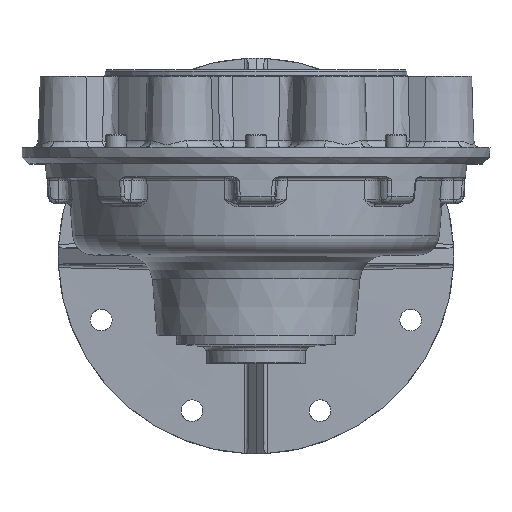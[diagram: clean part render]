
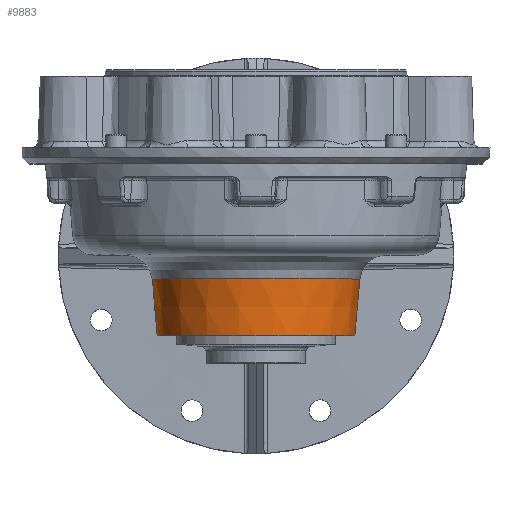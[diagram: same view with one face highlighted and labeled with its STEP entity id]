
A CAD part, top view. The second image highlights one B-rep face of the part: STEP entity #9883.
In plain terms, the highlighted conical face has half-angle 5 degrees and reference radius 80.363 mm.
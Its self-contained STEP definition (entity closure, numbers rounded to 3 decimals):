
#425=CONICAL_SURFACE('',#14632,80.363,0.087);
#745=B_SPLINE_CURVE_WITH_KNOTS('',3,(#30867,#30868,#30869,#30870,#30871,
#30872,#30873,#30874,#30875,#30876,#30877,#30878,#30879,#30880,#30881,#30882,
#30883,#30884,#30885,#30886,#30887),.UNSPECIFIED.,.F.,.F.,(4,1,1,1,1,1,
1,1,1,1,1,1,1,1,1,1,1,1,4),(0.,0.125,0.188,0.25,0.313,0.375,0.438,0.469,
0.5,0.531,0.563,0.625,0.688,0.719,0.75,0.781,0.813,0.875,1.),
 .UNSPECIFIED.);
#752=B_SPLINE_CURVE_WITH_KNOTS('',3,(#31292,#31293,#31294,#31295,#31296,
#31297,#31298,#31299,#31300,#31301,#31302,#31303,#31304,#31305,#31306,#31307,
#31308,#31309,#31310),.UNSPECIFIED.,.F.,.F.,(4,1,1,1,1,1,1,1,1,1,1,1,1,
1,1,1,4),(0.,0.063,0.125,0.188,0.25,0.313,0.375,0.438,0.5,0.563,0.625,
0.688,0.75,0.813,0.875,0.938,1.),.UNSPECIFIED.);
#756=B_SPLINE_CURVE_WITH_KNOTS('',3,(#31465,#31466,#31467,#31468,#31469,
#31470,#31471,#31472,#31473,#31474,#31475,#31476,#31477,#31478,#31479,#31480,
#31481,#31482,#31483,#31484,#31485),.UNSPECIFIED.,.F.,.F.,(4,1,1,1,1,1,
1,1,1,1,1,1,1,1,1,1,1,1,4),(0.,0.125,0.188,0.219,0.25,0.281,0.313,
0.375,0.438,0.469,0.5,0.531,0.563,0.625,0.688,0.75,0.813,0.875,
1.),.UNSPECIFIED.);
#4593=ORIENTED_EDGE('',*,*,#5962,.T.);
#4594=ORIENTED_EDGE('',*,*,#5967,.T.);
#4595=ORIENTED_EDGE('',*,*,#5950,.T.);
#4596=ORIENTED_EDGE('',*,*,#5954,.T.);
#5950=EDGE_CURVE('',#7011,#7012,#7637,.T.);
#5954=EDGE_CURVE('',#7012,#7015,#745,.T.);
#5962=EDGE_CURVE('',#7015,#7019,#752,.T.);
#5967=EDGE_CURVE('',#7019,#7011,#756,.T.);
#7011=VERTEX_POINT('',#30721);
#7012=VERTEX_POINT('',#30722);
#7015=VERTEX_POINT('',#30866);
#7019=VERTEX_POINT('',#31291);
#7637=CIRCLE('',#14536,75.);
#8416=EDGE_LOOP('',(#4593,#4594,#4595,#4596));
#9175=FACE_BOUND('',#8416,.T.);
#9883=ADVANCED_FACE('',(#9175),#425,.T.);
#14536=AXIS2_PLACEMENT_3D('',#30720,#17109,#17110);
#14632=AXIS2_PLACEMENT_3D('',#32354,#17343,#17344);
#17109=DIRECTION('',(0.,1.,0.));
#17110=DIRECTION('',(1.,0.,0.));
#17343=DIRECTION('',(0.,1.,0.));
#17344=DIRECTION('',(-1.,0.,0.));
#30720=CARTESIAN_POINT('',(0.,-61.,0.675));
#30721=CARTESIAN_POINT('',(-40.476,-61.,-62.466));
#30722=CARTESIAN_POINT('',(40.476,-61.,-62.466));
#30866=CARTESIAN_POINT('',(62.706,-17.957,-46.99));
#30867=CARTESIAN_POINT('',(40.476,-61.,-62.466));
#30868=CARTESIAN_POINT('',(41.868,-59.575,-61.721));
#30869=CARTESIAN_POINT('',(43.876,-57.345,-60.577));
#30870=CARTESIAN_POINT('',(46.383,-54.202,-59.031));
#30871=CARTESIAN_POINT('',(48.204,-51.728,-57.85));
#30872=CARTESIAN_POINT('',(49.879,-49.264,-56.714));
#30873=CARTESIAN_POINT('',(51.472,-46.731,-55.589));
#30874=CARTESIAN_POINT('',(52.718,-44.584,-54.678));
#30875=CARTESIAN_POINT('',(53.676,-42.83,-53.961));
#30876=CARTESIAN_POINT('',(54.359,-41.528,-53.443));
#30877=CARTESIAN_POINT('',(55.071,-40.115,-52.896));
#30878=CARTESIAN_POINT('',(55.964,-38.26,-52.201));
#30879=CARTESIAN_POINT('',(57.021,-35.914,-51.367));
#30880=CARTESIAN_POINT('',(57.987,-33.563,-50.596));
#30881=CARTESIAN_POINT('',(58.718,-31.654,-50.011));
#30882=CARTESIAN_POINT('',(59.226,-30.262,-49.605));
#30883=CARTESIAN_POINT('',(59.769,-28.694,-49.172));
#30884=CARTESIAN_POINT('',(60.433,-26.663,-48.648));
#30885=CARTESIAN_POINT('',(61.509,-23.077,-47.815));
#30886=CARTESIAN_POINT('',(62.267,-20.008,-47.272));
#30887=CARTESIAN_POINT('',(62.706,-17.957,-46.99));
#31291=CARTESIAN_POINT('',(-62.706,-17.957,-46.99));
#31292=CARTESIAN_POINT('',(62.706,-17.957,-46.99));
#31293=CARTESIAN_POINT('',(67.117,-17.957,-41.188));
#31294=CARTESIAN_POINT('',(74.316,-17.957,-28.352));
#31295=CARTESIAN_POINT('',(79.426,-17.957,-6.875));
#31296=CARTESIAN_POINT('',(78.454,-17.957,15.18));
#31297=CARTESIAN_POINT('',(71.476,-17.957,36.125));
#31298=CARTESIAN_POINT('',(59.025,-17.957,54.355));
#31299=CARTESIAN_POINT('',(42.054,-17.957,68.475));
#31300=CARTESIAN_POINT('',(21.864,-17.957,77.405));
#31301=CARTESIAN_POINT('',(0.,-17.957,80.459));
#31302=CARTESIAN_POINT('',(-21.864,-17.957,77.405));
#31303=CARTESIAN_POINT('',(-42.054,-17.957,68.475));
#31304=CARTESIAN_POINT('',(-59.025,-17.957,54.355));
#31305=CARTESIAN_POINT('',(-71.476,-17.957,36.125));
#31306=CARTESIAN_POINT('',(-78.454,-17.957,15.18));
#31307=CARTESIAN_POINT('',(-79.426,-17.957,-6.875));
#31308=CARTESIAN_POINT('',(-74.316,-17.957,-28.352));
#31309=CARTESIAN_POINT('',(-67.117,-17.957,-41.188));
#31310=CARTESIAN_POINT('',(-62.706,-17.957,-46.99));
#31465=CARTESIAN_POINT('',(-62.706,-17.957,-46.99));
#31466=CARTESIAN_POINT('',(-62.268,-20.005,-47.271));
#31467=CARTESIAN_POINT('',(-61.51,-23.071,-47.813));
#31468=CARTESIAN_POINT('',(-60.437,-26.652,-48.645));
#31469=CARTESIAN_POINT('',(-59.773,-28.681,-49.169));
#31470=CARTESIAN_POINT('',(-59.231,-30.247,-49.601));
#31471=CARTESIAN_POINT('',(-58.724,-31.638,-50.006));
#31472=CARTESIAN_POINT('',(-57.994,-33.546,-50.59));
#31473=CARTESIAN_POINT('',(-57.029,-35.896,-51.361));
#31474=CARTESIAN_POINT('',(-55.973,-38.24,-52.194));
#31475=CARTESIAN_POINT('',(-55.081,-40.094,-52.888));
#31476=CARTESIAN_POINT('',(-54.371,-41.506,-53.434));
#31477=CARTESIAN_POINT('',(-53.686,-42.811,-53.954));
#31478=CARTESIAN_POINT('',(-52.727,-44.567,-54.671));
#31479=CARTESIAN_POINT('',(-51.48,-46.717,-55.584));
#31480=CARTESIAN_POINT('',(-49.885,-49.255,-56.709));
#31481=CARTESIAN_POINT('',(-48.207,-51.723,-57.848));
#31482=CARTESIAN_POINT('',(-46.386,-54.198,-59.029));
#31483=CARTESIAN_POINT('',(-43.877,-57.343,-60.576));
#31484=CARTESIAN_POINT('',(-41.869,-59.574,-61.72));
#31485=CARTESIAN_POINT('',(-40.476,-61.,-62.466));
#32354=CARTESIAN_POINT('',(0.,0.3,0.675));
